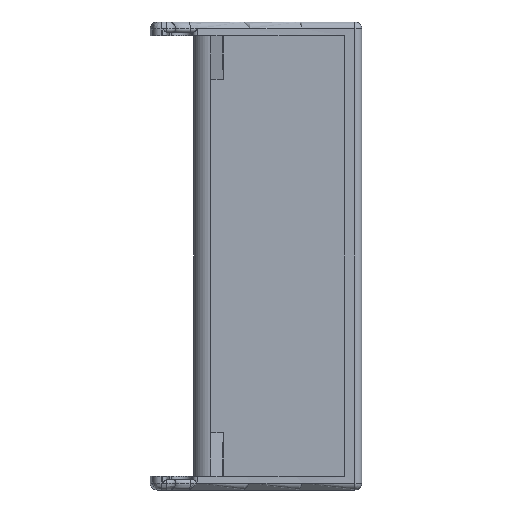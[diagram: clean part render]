
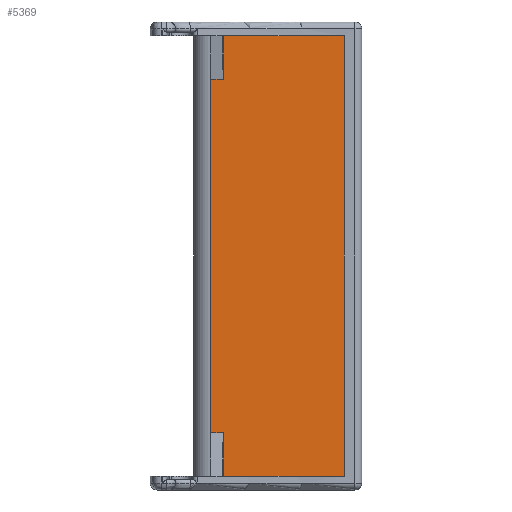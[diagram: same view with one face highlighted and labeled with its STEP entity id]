
A CAD part, front view. The second image highlights one B-rep face of the part: STEP entity #5369.
In plain terms, the highlighted planar face has unit normal (0, -1, 0).
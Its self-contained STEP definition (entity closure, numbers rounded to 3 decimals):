
#668=DIRECTION('',(0.,0.,-1.));
#669=VECTOR('',#668,25.4);
#670=CARTESIAN_POINT('',(9.4,-0.963,0.));
#671=LINE('',#670,#669);
#1599=DIRECTION('',(1.,0.,0.));
#1600=VECTOR('',#1599,7.);
#1601=CARTESIAN_POINT('',(2.4,-0.963,0.));
#1602=LINE('',#1601,#1600);
#1736=DIRECTION('',(0.,0.,1.));
#1737=VECTOR('',#1736,20.4);
#1738=CARTESIAN_POINT('',(1.7,-0.963,-22.9));
#1739=LINE('',#1738,#1737);
#1764=DIRECTION('',(0.,0.,-1.));
#1765=VECTOR('',#1764,2.5);
#1766=CARTESIAN_POINT('',(2.4,-0.963,0.));
#1767=LINE('',#1766,#1765);
#1771=DIRECTION('',(1.,0.,0.));
#1772=VECTOR('',#1771,7.);
#1773=CARTESIAN_POINT('',(2.4,-0.963,-25.4));
#1774=LINE('',#1773,#1772);
#1778=DIRECTION('',(1.,0.,0.));
#1779=VECTOR('',#1778,0.7);
#1780=CARTESIAN_POINT('',(1.7,-0.963,-22.9));
#1781=LINE('',#1780,#1779);
#1792=DIRECTION('',(1.,0.,0.));
#1793=VECTOR('',#1792,0.7);
#1794=CARTESIAN_POINT('',(1.7,-0.963,-2.5));
#1795=LINE('',#1794,#1793);
#1820=DIRECTION('',(0.,0.,1.));
#1821=VECTOR('',#1820,2.5);
#1822=CARTESIAN_POINT('',(2.4,-0.963,-25.4));
#1823=LINE('',#1822,#1821);
#3366=CARTESIAN_POINT('',(9.4,-0.963,0.));
#3367=CARTESIAN_POINT('',(9.4,-0.963,-25.4));
#3368=VERTEX_POINT('',#3366);
#3369=VERTEX_POINT('',#3367);
#3388=CARTESIAN_POINT('',(2.4,-0.963,-25.4));
#3389=CARTESIAN_POINT('',(2.4,-0.963,-22.9));
#3390=VERTEX_POINT('',#3388);
#3391=VERTEX_POINT('',#3389);
#3549=CARTESIAN_POINT('',(1.7,-0.963,-2.5));
#3551=VERTEX_POINT('',#3549);
#3584=CARTESIAN_POINT('',(2.4,-0.963,0.));
#3586=VERTEX_POINT('',#3584);
#3620=CARTESIAN_POINT('',(2.4,-0.963,-2.5));
#3621=VERTEX_POINT('',#3620);
#3630=CARTESIAN_POINT('',(1.7,-0.963,-22.9));
#3631=VERTEX_POINT('',#3630);
#5350=CARTESIAN_POINT('',(9.4,-0.963,-25.45));
#5351=DIRECTION('',(0.,1.,0.));
#5352=DIRECTION('',(-1.,0.,0.));
#5353=AXIS2_PLACEMENT_3D('',#5350,#5351,#5352);
#5354=PLANE('',#5353);
#5355=ORIENTED_EDGE('',*,*,#5328,.T.);
#5357=ORIENTED_EDGE('',*,*,#5356,.T.);
#5359=ORIENTED_EDGE('',*,*,#5358,.F.);
#5360=ORIENTED_EDGE('',*,*,#5258,.T.);
#5361=ORIENTED_EDGE('',*,*,#4340,.T.);
#5362=ORIENTED_EDGE('',*,*,#4776,.F.);
#5364=ORIENTED_EDGE('',*,*,#5363,.T.);
#5366=ORIENTED_EDGE('',*,*,#5365,.F.);
#5367=EDGE_LOOP('',(#5355,#5357,#5359,#5360,#5361,#5362,#5364,#5366));
#5368=FACE_OUTER_BOUND('',#5367,.F.);
#4340=EDGE_CURVE('',#3368,#3369,#671,.T.);
#4776=EDGE_CURVE('',#3390,#3369,#1774,.T.);
#5258=EDGE_CURVE('',#3586,#3368,#1602,.T.);
#5328=EDGE_CURVE('',#3631,#3551,#1739,.T.);
#5356=EDGE_CURVE('',#3551,#3621,#1795,.T.);
#5358=EDGE_CURVE('',#3586,#3621,#1767,.T.);
#5363=EDGE_CURVE('',#3390,#3391,#1823,.T.);
#5365=EDGE_CURVE('',#3631,#3391,#1781,.T.);
#5369=ADVANCED_FACE('',(#5368),#5354,.F.);
